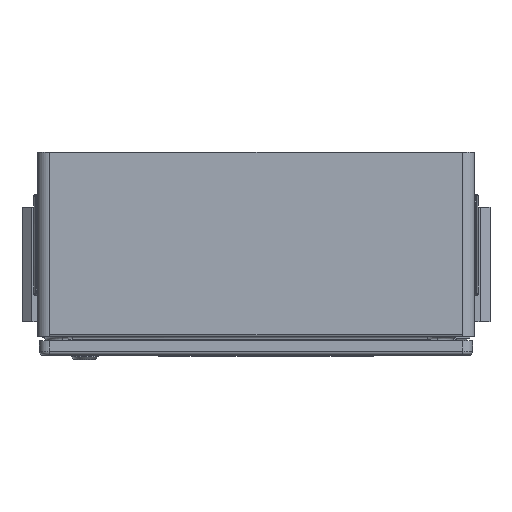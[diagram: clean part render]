
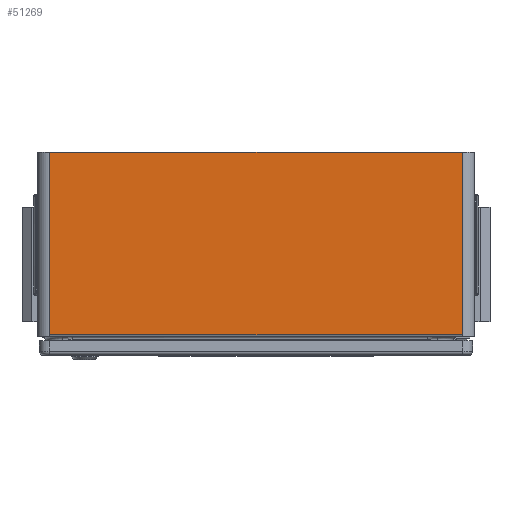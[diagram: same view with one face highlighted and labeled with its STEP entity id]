
A CAD part, top view. The second image highlights one B-rep face of the part: STEP entity #51269.
In plain terms, the highlighted planar face has unit normal (0, 0, 1).
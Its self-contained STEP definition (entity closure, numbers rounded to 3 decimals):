
#38309=FACE_OUTER_BOUND('',#60658,.T.);
#51269=ADVANCED_FACE('',(#38309),#56303,.T.);
#56303=PLANE('',#121473);
#60658=EDGE_LOOP('',(#73659,#73660,#73661,#73662));
#66560=LINE('',#147342,#69798);
#66595=LINE('',#147424,#69833);
#66596=LINE('',#147426,#69834);
#66597=LINE('',#147428,#69835);
#69798=VECTOR('',#127754,1.);
#69833=VECTOR('',#127851,1.);
#69834=VECTOR('',#127852,1.);
#69835=VECTOR('',#127853,1.);
#73659=ORIENTED_EDGE('',*,*,#107690,.T.);
#73660=ORIENTED_EDGE('',*,*,#107691,.T.);
#73661=ORIENTED_EDGE('',*,*,#107692,.T.);
#73662=ORIENTED_EDGE('',*,*,#107647,.F.);
#99050=VERTEX_POINT('',#147341);
#99051=VERTEX_POINT('',#147343);
#99067=VERTEX_POINT('',#147425);
#99068=VERTEX_POINT('',#147427);
#107647=EDGE_CURVE('',#99050,#99051,#66560,.T.);
#107690=EDGE_CURVE('',#99050,#99067,#66595,.T.);
#107691=EDGE_CURVE('',#99067,#99068,#66596,.T.);
#107692=EDGE_CURVE('',#99068,#99051,#66597,.T.);
#121473=AXIS2_PLACEMENT_3D('',#147429,#127854,#127855);
#127754=DIRECTION('',(1.,0.,0.));
#127851=DIRECTION('',(0.,-1.,0.));
#127852=DIRECTION('',(1.,0.,0.));
#127853=DIRECTION('',(0.,1.,0.));
#127854=DIRECTION('',(0.,0.,1.));
#127855=DIRECTION('',(1.,0.,0.));
#147341=CARTESIAN_POINT('',(-9.5,10.,263.));
#147342=CARTESIAN_POINT('',(443.,10.,263.));
#147343=CARTESIAN_POINT('',(415.5,10.,263.));
#147424=CARTESIAN_POINT('',(-9.5,-230.,263.));
#147425=CARTESIAN_POINT('',(-9.5,-177.9,263.));
#147426=CARTESIAN_POINT('',(415.5,-177.9,263.));
#147427=CARTESIAN_POINT('',(415.5,-177.9,263.));
#147428=CARTESIAN_POINT('',(415.5,-230.,263.));
#147429=CARTESIAN_POINT('',(443.,-230.,263.));
